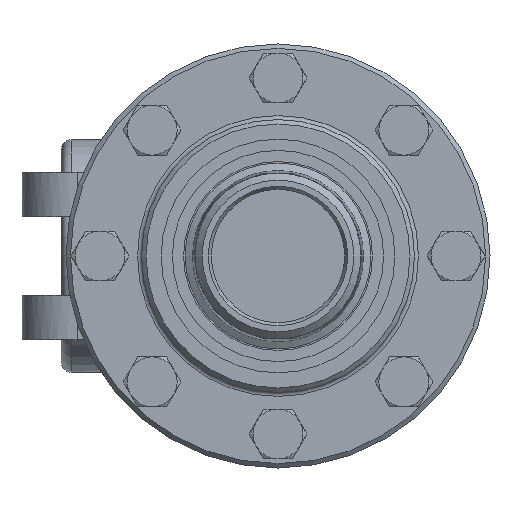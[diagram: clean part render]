
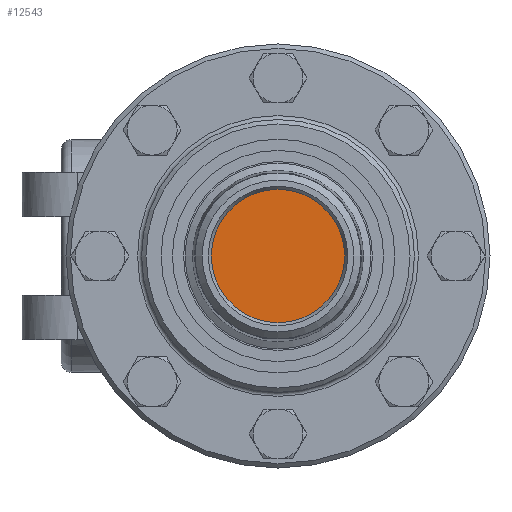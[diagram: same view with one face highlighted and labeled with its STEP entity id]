
A CAD part, left-side view. The second image highlights one B-rep face of the part: STEP entity #12543.
In plain terms, the highlighted planar face has unit normal (-1, 0, 0).
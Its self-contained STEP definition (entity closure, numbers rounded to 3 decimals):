
#2963=FACE_OUTER_BOUND('',#3710,.T.);
#3710=EDGE_LOOP('',(#8373,#8374));
#4547=CIRCLE('',#13314,19.05);
#4548=CIRCLE('',#13315,19.05);
#5193=VERTEX_POINT('',#17782);
#5194=VERTEX_POINT('',#17783);
#6445=EDGE_CURVE('',#5193,#5194,#4547,.T.);
#6446=EDGE_CURVE('',#5194,#5193,#4548,.T.);
#8373=ORIENTED_EDGE('',*,*,#6445,.F.);
#8374=ORIENTED_EDGE('',*,*,#6446,.F.);
#12228=PLANE('',#13313);
#12543=ADVANCED_FACE('',(#2963),#12228,.T.);
#13313=AXIS2_PLACEMENT_3D('',#17781,#14564,#14565);
#13314=AXIS2_PLACEMENT_3D('',#17784,#14566,#14567);
#13315=AXIS2_PLACEMENT_3D('',#17785,#14568,#14569);
#14564=DIRECTION('center_axis',(-1.,0.,0.));
#14565=DIRECTION('ref_axis',(0.,0.,1.));
#14566=DIRECTION('center_axis',(1.,0.,0.));
#14567=DIRECTION('ref_axis',(0.,1.,0.));
#14568=DIRECTION('center_axis',(1.,0.,0.));
#14569=DIRECTION('ref_axis',(0.,1.,0.));
#17781=CARTESIAN_POINT('Origin',(-32.131,0.,0.));
#17782=CARTESIAN_POINT('',(-32.131,0.,19.05));
#17783=CARTESIAN_POINT('',(-32.131,-19.05,0.));
#17784=CARTESIAN_POINT('Origin',(-32.131,0.,0.));
#17785=CARTESIAN_POINT('Origin',(-32.131,0.,0.));
